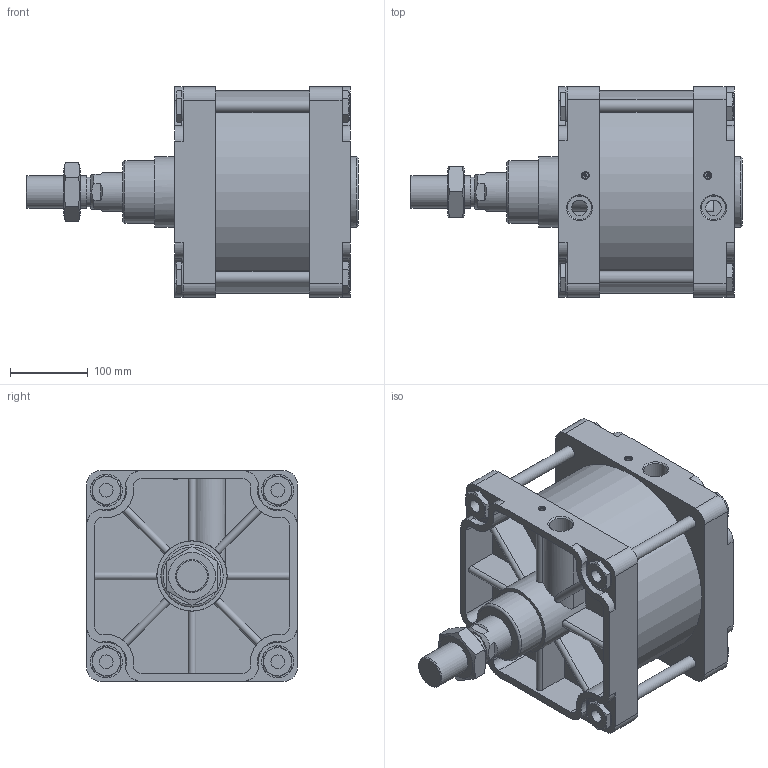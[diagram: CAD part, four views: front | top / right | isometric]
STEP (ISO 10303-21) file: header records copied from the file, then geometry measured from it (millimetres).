
FILE_DESCRIPTION( ( 'STEP AP203' ), '1' );
FILE_NAME( 'LBC250X25-0(0).stp', '2021-10-12T01:56:07', ( 'License CC BY-ND 4.0' ), ( 'CADENAS' ), ' ', 'PARTsolutions', ' ' );
FILE_SCHEMA( ( 'CONFIG_CONTROL_DESIGN' ) );
Length unit declared in the file: millimetre
Products named in the file (4): LBC250X25-0(0); _LBC250X25-0(0)_dummy; _LBC250x25; _250x25-0
Assembly tree (3 placements, depth 2):
  LBC250X25-0(0)
    _LBC250X25-0(0)_dummy
    _LBC250x25
    _250x25-0
Bounding box: 426 x 270 x 270 mm (x, y, z)
Volume: 7670874.1 mm3; surface area: 1058712.5 mm2
Topology: 2 solids, 2 shells, 457 faces, 1171 edges, 765 vertices
Faces by surface type: plane 259, cylinder 127, cone 69, torus 2
Full cylindrical faces by diameter (mm): 5.2 x2, 7.6 x2, 8 x2, 10 x2, 16 x4, 17.294 x8, 17.5 x8, 20 x2, 30.291 x2, 38 x1, 42 x2, 50 x3, 80 x1, 90 x1, 240 x2, 260 x1
Entity records: 15373 total; most frequent: CARTESIAN_POINT 4723, ORIENTED_EDGE 2154, DIRECTION 2119, EDGE_CURVE 1077, AXIS2_PLACEMENT_3D 850, VERTEX_POINT 738, EDGE_LOOP 581, FACE_OUTER_BOUND 502
